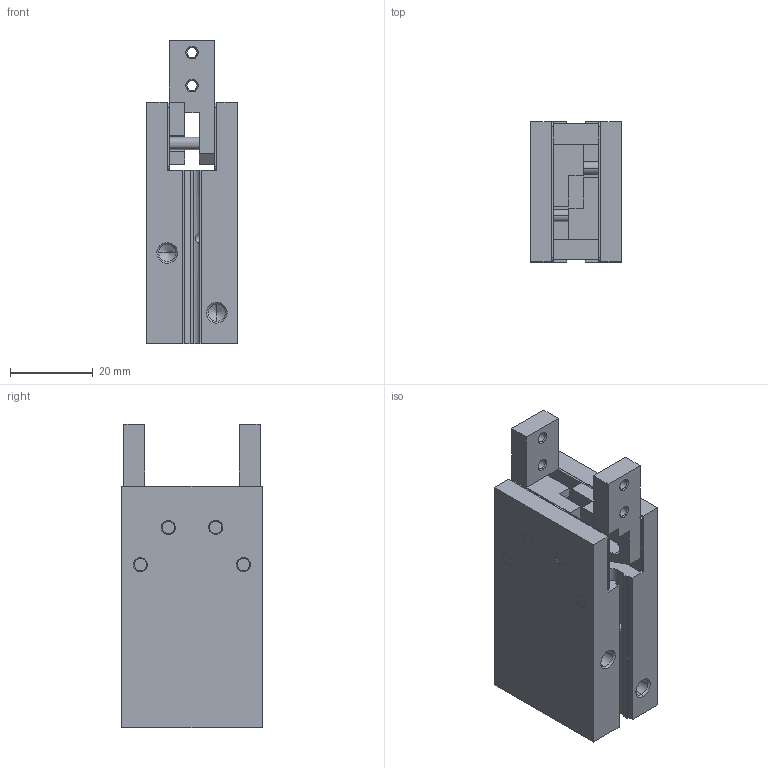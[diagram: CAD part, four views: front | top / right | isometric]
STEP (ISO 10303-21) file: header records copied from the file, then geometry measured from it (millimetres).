
FILE_DESCRIPTION(('CATIA V5 STEP Exchange'),'2;1');
FILE_NAME('GPB_16_T03_1357552_TUENKERS.stp','2020-08-19T11:53:48+00:00',('none'),('none'),'CATIA Version 5 Release 19 SP 9 (IN-10)','CATIA V5 STEP AP214','none');
FILE_SCHEMA(('AUTOMOTIVE_DESIGN { 1 0 10303 214 1 1 1 1 }'));
Length unit declared in the file: millimetre
Products named in the file (1): GPB_16_T03_1357552_TUENKERS
Bounding box: 22 x 34 x 73.5 mm (x, y, z)
Volume: 38063 mm3; surface area: 12854 mm2
Topology: 1 solids, 1 shells, 221 faces, 634 edges, 416 vertices
Faces by surface type: plane 91, cylinder 68, cone 62
Entity records: 7968 total; most frequent: CARTESIAN_POINT 2213, ORIENTED_EDGE 1244, DIRECTION 978, EDGE_CURVE 622, VERTEX_POINT 416, AXIS2_PLACEMENT_3D 404, VECTOR 356, LINE 356
